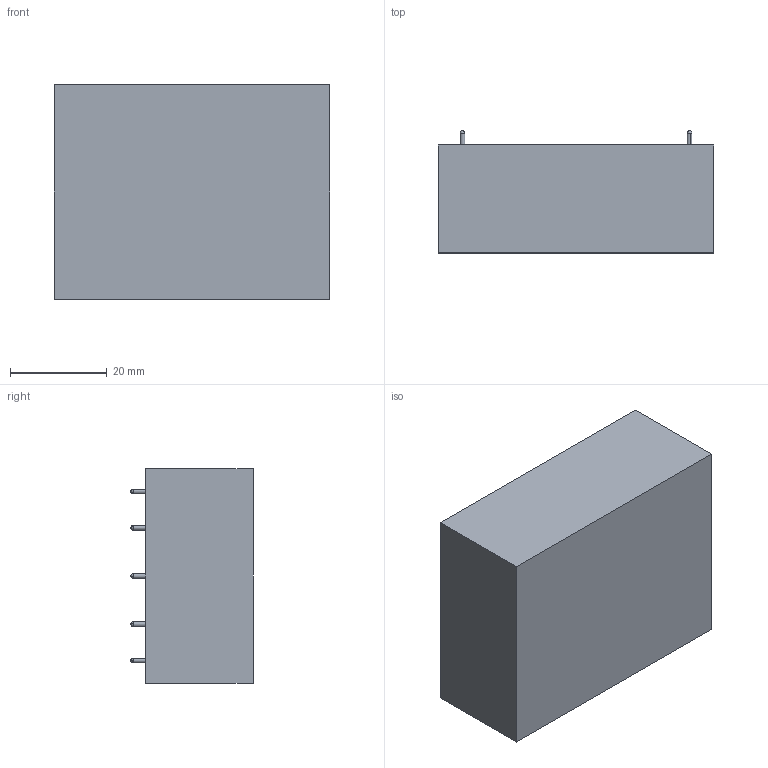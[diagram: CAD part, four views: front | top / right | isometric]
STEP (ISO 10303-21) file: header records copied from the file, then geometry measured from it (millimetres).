
FILE_DESCRIPTION (( 'STEP AP214' ), '1' );
FILE_NAME ('BP12005.STEP', '2022-04-20T12:06:17', ( '' ), ( '' ), 'SwSTEP 2.0', 'SolidWorks 2020', '' );
FILE_SCHEMA (( 'AUTOMOTIVE_DESIGN' ));
Length unit declared in the file: inch
Products named in the file (6): Pin (swage mnt)_.040 x .780; 860047925 Rev B_860047925; BP12005; covers_dropins_fill hole plugged; 321208000 assembly_web model; 321208000 Rev B_web model
Assembly tree (9 placements, depth 3):
  BP12005
    860047925 Rev B_860047925
    321208000 assembly_web model
      321208000 Rev B_web model
      Pin (swage mnt)_.040 x .780  x5
    covers_dropins_fill hole plugged
Bounding box: 57.15 x 25.32 x 44.45 mm (x, y, z)
Volume: 12646.5 mm3; surface area: 23573.6 mm2
Topology: 8 solids, 8 shells, 280 faces, 761 edges, 494 vertices
Faces by surface type: cylinder 199, plane 61, cone 10, sphere 10
Entity records: 8078 total; most frequent: DIRECTION 1425, CARTESIAN_POINT 1268, ORIENTED_EDGE 1242, EDGE_CURVE 621, AXIS2_PLACEMENT_3D 571, VERTEX_POINT 414, EDGE_LOOP 373, CIRCLE 338
